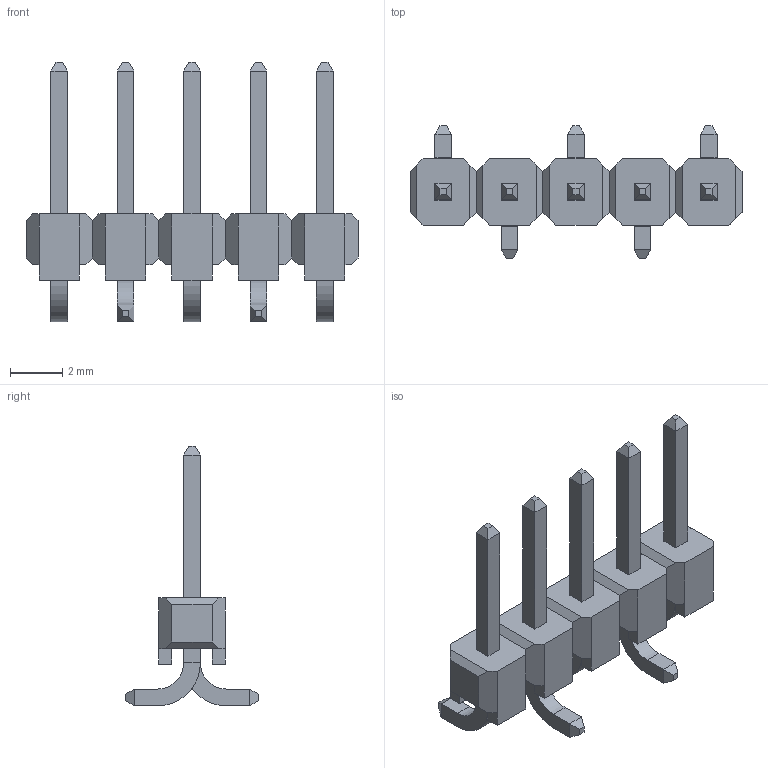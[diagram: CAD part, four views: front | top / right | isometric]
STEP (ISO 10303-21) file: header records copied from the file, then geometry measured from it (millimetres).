
FILE_DESCRIPTION(/* description */ (''),/* implementation_level */ '2;1');
FILE_NAME(/* name */ '2.54_5P_SMD_HDR.step',/* time_stamp */ '2023-10-03T10:21:59-04:00',/* author */ (''),/* organization */ (''),/* preprocessor_version */ 'ST-DEVELOPER v20',/* originating_system */ 'Autodesk Translation Framework v12.14.0.127',/* authorisation */ '');
FILE_SCHEMA (('AUTOMOTIVE_DESIGN { 1 0 10303 214 3 1 1 }'));
Length unit declared in the file: millimetre
Products named in the file (2): SMD 2.54mm Header; 2.54_SMD_PH_5
Assembly tree (1 placements, depth 2):
  SMD 2.54mm Header
    2.54_SMD_PH_5
Bounding box: 12.7 x 5.08 x 9.93 mm (x, y, z)
Volume: 80.3 mm3; surface area: 265.8 mm2
Topology: 1 solids, 1 shells, 232 faces, 584 edges, 364 vertices
Faces by surface type: plane 222, cylinder 10
Entity records: 6907 total; most frequent: CARTESIAN_POINT 1183, ORIENTED_EDGE 1168, DIRECTION 1074, EDGE_CURVE 584, LINE 564, VECTOR 564, VERTEX_POINT 364, AXIS2_PLACEMENT_3D 255
